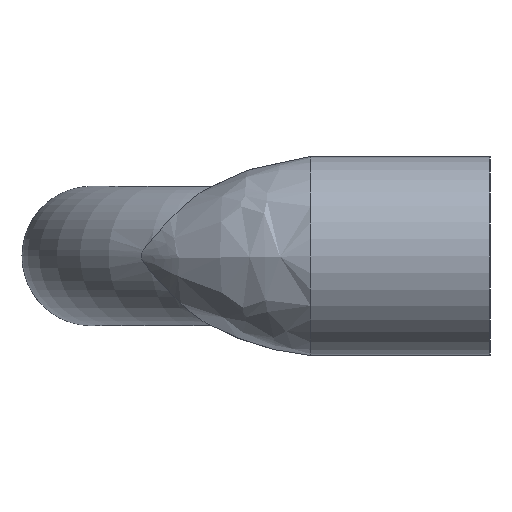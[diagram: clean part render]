
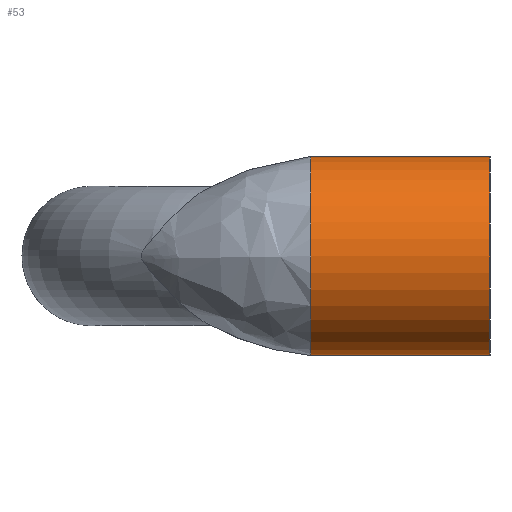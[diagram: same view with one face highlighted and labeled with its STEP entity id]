
A CAD part, left-side view. The second image highlights one B-rep face of the part: STEP entity #53.
In plain terms, the highlighted cylindrical face has radius 10 mm (diameter 20 mm), a full revolution.
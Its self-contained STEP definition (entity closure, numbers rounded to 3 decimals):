
#53 = ADVANCED_FACE( '', ( #114, #115 ), #116, .T. );
#114 = FACE_OUTER_BOUND( '', #249, .T. );
#115 = FACE_OUTER_BOUND( '', #250, .T. );
#116 = CYLINDRICAL_SURFACE( '', #251, 10. );
#249 = EDGE_LOOP( '', ( #318 ) );
#250 = EDGE_LOOP( '', ( #319 ) );
#251 = AXIS2_PLACEMENT_3D( '', #320, #321, #322 );
#318 = ORIENTED_EDGE( '', *, *, #384, .F. );
#319 = ORIENTED_EDGE( '', *, *, #370, .T. );
#320 = CARTESIAN_POINT( '', ( 0., 0., 0. ) );
#321 = DIRECTION( '', ( 0., 1., 0. ) );
#322 = DIRECTION( '', ( 0., 0., -1. ) );
#370 = EDGE_CURVE( '', #404, #404, #405, .T. );
#384 = EDGE_CURVE( '', #424, #424, #425, .T. );
#404 = VERTEX_POINT( '', #548 );
#405 = CIRCLE( '', #549, 10. );
#424 = VERTEX_POINT( '', #664 );
#425 = CIRCLE( '', #665, 10. );
#548 = CARTESIAN_POINT( '', ( 0., 18., -10. ) );
#549 = AXIS2_PLACEMENT_3D( '', #751, #752, #753 );
#664 = CARTESIAN_POINT( '', ( 0., 0., -10. ) );
#665 = AXIS2_PLACEMENT_3D( '', #769, #770, #771 );
#751 = CARTESIAN_POINT( '', ( 0., 18., 0. ) );
#752 = DIRECTION( '', ( 0., -1., 0. ) );
#753 = DIRECTION( '', ( 0., 0., -1. ) );
#769 = CARTESIAN_POINT( '', ( 0., 0., 0. ) );
#770 = DIRECTION( '', ( 0., -1., 0. ) );
#771 = DIRECTION( '', ( 0., 0., -1. ) );
